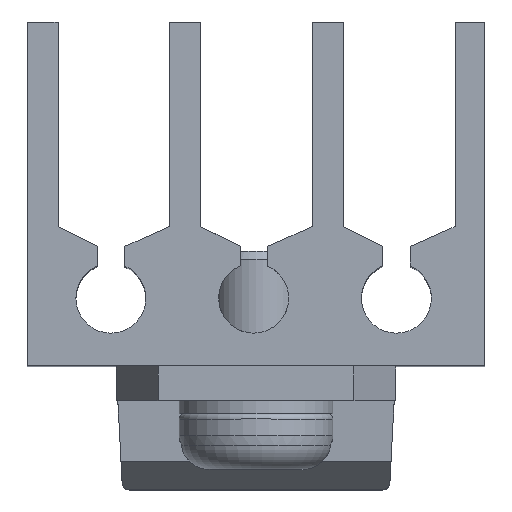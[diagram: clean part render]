
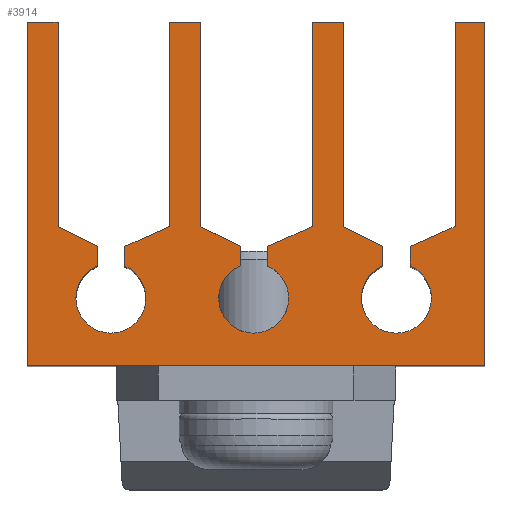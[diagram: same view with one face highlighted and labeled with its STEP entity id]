
A CAD part, top view. The second image highlights one B-rep face of the part: STEP entity #3914.
In plain terms, the highlighted planar face has unit normal (0, 0, 1).
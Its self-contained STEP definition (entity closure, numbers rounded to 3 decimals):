
#306=CIRCLE('',#4167,1.25);
#308=CIRCLE('',#4171,1.25);
#310=CIRCLE('',#4185,1.25);
#512=FACE_OUTER_BOUND('',#728,.T.);
#728=EDGE_LOOP('',(#3390,#3391,#3392,#3393,#3394,#3395,#3396,#3397,#3398,
#3399,#3400,#3401,#3402,#3403,#3404,#3405,#3406,#3407,#3408,#3409,#3410,
#3411,#3412,#3413,#3414,#3415,#3416,#3417));
#1003=LINE('',#8610,#1357);
#1008=LINE('',#8619,#1362);
#1011=LINE('',#8627,#1365);
#1015=LINE('',#8641,#1369);
#1018=LINE('',#8647,#1372);
#1021=LINE('',#8653,#1375);
#1024=LINE('',#8659,#1378);
#1027=LINE('',#8665,#1381);
#1030=LINE('',#8671,#1384);
#1033=LINE('',#8677,#1387);
#1036=LINE('',#8683,#1390);
#1039=LINE('',#8689,#1393);
#1042=LINE('',#8695,#1396);
#1045=LINE('',#8701,#1399);
#1049=LINE('',#8713,#1403);
#1052=LINE('',#8719,#1406);
#1055=LINE('',#8725,#1409);
#1058=LINE('',#8731,#1412);
#1061=LINE('',#8737,#1415);
#1065=LINE('',#8743,#1419);
#1071=LINE('',#8758,#1425);
#1074=LINE('',#8764,#1428);
#1077=LINE('',#8770,#1431);
#1080=LINE('',#8776,#1434);
#1083=LINE('',#8780,#1437);
#1357=VECTOR('',#4919,10.);
#1362=VECTOR('',#4926,10.);
#1365=VECTOR('',#4935,10.);
#1369=VECTOR('',#4947,10.);
#1372=VECTOR('',#4952,10.);
#1375=VECTOR('',#4957,10.);
#1378=VECTOR('',#4962,10.);
#1381=VECTOR('',#4967,10.);
#1384=VECTOR('',#4972,10.);
#1387=VECTOR('',#4977,10.);
#1390=VECTOR('',#4982,10.);
#1393=VECTOR('',#4987,10.);
#1396=VECTOR('',#4992,10.);
#1399=VECTOR('',#4997,10.);
#1403=VECTOR('',#5009,10.);
#1406=VECTOR('',#5014,10.);
#1409=VECTOR('',#5019,10.);
#1412=VECTOR('',#5024,10.);
#1415=VECTOR('',#5029,10.);
#1419=VECTOR('',#5035,10.);
#1425=VECTOR('',#5051,10.);
#1428=VECTOR('',#5056,10.);
#1431=VECTOR('',#5061,10.);
#1434=VECTOR('',#5066,10.);
#1437=VECTOR('',#5071,10.);
#1749=VERTEX_POINT('',#8607);
#1750=VERTEX_POINT('',#8609);
#1753=VERTEX_POINT('',#8617);
#1754=VERTEX_POINT('',#8621);
#1755=VERTEX_POINT('',#8625);
#1758=VERTEX_POINT('',#8632);
#1759=VERTEX_POINT('',#8634);
#1761=VERTEX_POINT('',#8640);
#1763=VERTEX_POINT('',#8646);
#1765=VERTEX_POINT('',#8652);
#1767=VERTEX_POINT('',#8658);
#1769=VERTEX_POINT('',#8664);
#1771=VERTEX_POINT('',#8670);
#1773=VERTEX_POINT('',#8676);
#1775=VERTEX_POINT('',#8682);
#1777=VERTEX_POINT('',#8688);
#1779=VERTEX_POINT('',#8694);
#1781=VERTEX_POINT('',#8700);
#1783=VERTEX_POINT('',#8706);
#1785=VERTEX_POINT('',#8712);
#1787=VERTEX_POINT('',#8718);
#1789=VERTEX_POINT('',#8724);
#1791=VERTEX_POINT('',#8730);
#1793=VERTEX_POINT('',#8736);
#1798=VERTEX_POINT('',#8757);
#1800=VERTEX_POINT('',#8763);
#1802=VERTEX_POINT('',#8769);
#1804=VERTEX_POINT('',#8775);
#2265=EDGE_CURVE('',#1750,#1749,#1003,.T.);
#2270=EDGE_CURVE('',#1749,#1753,#1008,.T.);
#2272=EDGE_CURVE('',#1753,#1754,#306,.T.);
#2274=EDGE_CURVE('',#1754,#1755,#1011,.T.);
#2277=EDGE_CURVE('',#1759,#1758,#308,.T.);
#2280=EDGE_CURVE('',#1761,#1759,#1015,.T.);
#2283=EDGE_CURVE('',#1763,#1761,#1018,.T.);
#2286=EDGE_CURVE('',#1765,#1763,#1021,.T.);
#2289=EDGE_CURVE('',#1767,#1765,#1024,.T.);
#2292=EDGE_CURVE('',#1769,#1767,#1027,.T.);
#2295=EDGE_CURVE('',#1771,#1769,#1030,.T.);
#2298=EDGE_CURVE('',#1773,#1771,#1033,.T.);
#2301=EDGE_CURVE('',#1775,#1773,#1036,.T.);
#2304=EDGE_CURVE('',#1777,#1775,#1039,.T.);
#2307=EDGE_CURVE('',#1779,#1777,#1042,.T.);
#2310=EDGE_CURVE('',#1781,#1779,#1045,.T.);
#2313=EDGE_CURVE('',#1783,#1781,#310,.T.);
#2316=EDGE_CURVE('',#1785,#1783,#1049,.T.);
#2319=EDGE_CURVE('',#1787,#1785,#1052,.T.);
#2322=EDGE_CURVE('',#1789,#1787,#1055,.T.);
#2325=EDGE_CURVE('',#1791,#1789,#1058,.T.);
#2328=EDGE_CURVE('',#1793,#1791,#1061,.T.);
#2332=EDGE_CURVE('',#1755,#1793,#1065,.T.);
#2339=EDGE_CURVE('',#1798,#1750,#1071,.T.);
#2342=EDGE_CURVE('',#1800,#1798,#1074,.T.);
#2345=EDGE_CURVE('',#1802,#1800,#1077,.T.);
#2348=EDGE_CURVE('',#1804,#1802,#1080,.T.);
#2351=EDGE_CURVE('',#1758,#1804,#1083,.T.);
#3390=ORIENTED_EDGE('',*,*,#2351,.T.);
#3391=ORIENTED_EDGE('',*,*,#2348,.T.);
#3392=ORIENTED_EDGE('',*,*,#2345,.T.);
#3393=ORIENTED_EDGE('',*,*,#2342,.T.);
#3394=ORIENTED_EDGE('',*,*,#2339,.T.);
#3395=ORIENTED_EDGE('',*,*,#2265,.T.);
#3396=ORIENTED_EDGE('',*,*,#2270,.T.);
#3397=ORIENTED_EDGE('',*,*,#2272,.T.);
#3398=ORIENTED_EDGE('',*,*,#2274,.T.);
#3399=ORIENTED_EDGE('',*,*,#2332,.T.);
#3400=ORIENTED_EDGE('',*,*,#2328,.T.);
#3401=ORIENTED_EDGE('',*,*,#2325,.T.);
#3402=ORIENTED_EDGE('',*,*,#2322,.T.);
#3403=ORIENTED_EDGE('',*,*,#2319,.T.);
#3404=ORIENTED_EDGE('',*,*,#2316,.T.);
#3405=ORIENTED_EDGE('',*,*,#2313,.T.);
#3406=ORIENTED_EDGE('',*,*,#2310,.T.);
#3407=ORIENTED_EDGE('',*,*,#2307,.T.);
#3408=ORIENTED_EDGE('',*,*,#2304,.T.);
#3409=ORIENTED_EDGE('',*,*,#2301,.T.);
#3410=ORIENTED_EDGE('',*,*,#2298,.T.);
#3411=ORIENTED_EDGE('',*,*,#2295,.T.);
#3412=ORIENTED_EDGE('',*,*,#2292,.T.);
#3413=ORIENTED_EDGE('',*,*,#2289,.T.);
#3414=ORIENTED_EDGE('',*,*,#2286,.T.);
#3415=ORIENTED_EDGE('',*,*,#2283,.T.);
#3416=ORIENTED_EDGE('',*,*,#2280,.T.);
#3417=ORIENTED_EDGE('',*,*,#2277,.T.);
#3575=PLANE('',#4201);
#3914=ADVANCED_FACE('',(#512),#3575,.T.);
#4167=AXIS2_PLACEMENT_3D('',#8623,#4930,#4931);
#4171=AXIS2_PLACEMENT_3D('',#8635,#4941,#4942);
#4185=AXIS2_PLACEMENT_3D('',#8707,#5003,#5004);
#4201=AXIS2_PLACEMENT_3D('',#8781,#5072,#5073);
#4919=DIRECTION('',(-0.913,-0.407,0.));
#4926=DIRECTION('',(0.,-1.,0.));
#4930=DIRECTION('center_axis',(0.,0.,-1.));
#4931=DIRECTION('ref_axis',(-0.383,0.924,0.));
#4935=DIRECTION('',(0.,1.,0.));
#4941=DIRECTION('center_axis',(0.,0.,-1.));
#4942=DIRECTION('ref_axis',(-0.383,0.924,0.));
#4947=DIRECTION('',(0.,-1.,0.));
#4952=DIRECTION('',(-0.913,-0.407,0.));
#4957=DIRECTION('',(0.,-1.,0.));
#4962=DIRECTION('',(-1.,0.,0.));
#4967=DIRECTION('',(0.,1.,0.));
#4972=DIRECTION('',(1.,0.,0.));
#4977=DIRECTION('',(0.,-1.,0.));
#4982=DIRECTION('',(-1.,0.,0.));
#4987=DIRECTION('',(0.,1.,0.));
#4992=DIRECTION('',(-0.895,0.447,0.));
#4997=DIRECTION('',(0.,1.,0.));
#5003=DIRECTION('center_axis',(0.,0.,-1.));
#5004=DIRECTION('ref_axis',(-0.383,0.924,0.));
#5009=DIRECTION('',(0.,-1.,0.));
#5014=DIRECTION('',(-0.913,-0.407,0.));
#5019=DIRECTION('',(0.,-1.,0.));
#5024=DIRECTION('',(-1.,0.,0.));
#5029=DIRECTION('',(0.,1.,0.));
#5035=DIRECTION('',(-0.895,0.447,0.));
#5051=DIRECTION('',(0.,-1.,0.));
#5056=DIRECTION('',(-1.,0.,0.));
#5061=DIRECTION('',(0.,1.,0.));
#5066=DIRECTION('',(-0.895,0.447,0.));
#5071=DIRECTION('',(0.,1.,0.));
#5072=DIRECTION('center_axis',(0.,0.,1.));
#5073=DIRECTION('ref_axis',(1.,0.,0.));
#8607=CARTESIAN_POINT('',(8.585,4.262,20.));
#8609=CARTESIAN_POINT('',(10.18,4.973,20.));
#8610=CARTESIAN_POINT('',(8.585,4.262,20.));
#8617=CARTESIAN_POINT('',(8.585,3.56,20.));
#8619=CARTESIAN_POINT('',(8.585,3.56,20.));
#8621=CARTESIAN_POINT('',(7.607,3.569,20.));
#8623=CARTESIAN_POINT('Origin',(8.086,2.414,20.));
#8625=CARTESIAN_POINT('',(7.607,4.271,20.));
#8627=CARTESIAN_POINT('',(7.607,3.569,20.));
#8632=CARTESIAN_POINT('',(12.707,3.569,20.));
#8634=CARTESIAN_POINT('',(13.685,3.56,20.));
#8635=CARTESIAN_POINT('Origin',(13.186,2.414,20.));
#8640=CARTESIAN_POINT('',(13.685,4.262,20.));
#8641=CARTESIAN_POINT('',(13.685,3.56,20.));
#8646=CARTESIAN_POINT('',(15.28,4.973,20.));
#8647=CARTESIAN_POINT('',(13.685,4.262,20.));
#8652=CARTESIAN_POINT('',(15.28,12.28,20.));
#8653=CARTESIAN_POINT('',(15.28,4.973,20.));
#8658=CARTESIAN_POINT('',(16.34,12.28,20.));
#8659=CARTESIAN_POINT('',(15.28,12.28,20.));
#8664=CARTESIAN_POINT('',(16.34,0.,20.));
#8665=CARTESIAN_POINT('',(16.34,12.28,20.));
#8670=CARTESIAN_POINT('',(0.,0.,20.));
#8671=CARTESIAN_POINT('',(16.34,0.,20.));
#8676=CARTESIAN_POINT('',(0.,12.28,20.));
#8677=CARTESIAN_POINT('',(0.,0.,20.));
#8682=CARTESIAN_POINT('',(1.1,12.28,20.));
#8683=CARTESIAN_POINT('',(0.,12.28,20.));
#8688=CARTESIAN_POINT('',(1.1,4.973,20.));
#8689=CARTESIAN_POINT('',(1.1,12.28,20.));
#8694=CARTESIAN_POINT('',(2.507,4.271,20.));
#8695=CARTESIAN_POINT('',(1.1,4.973,20.));
#8700=CARTESIAN_POINT('',(2.507,3.569,20.));
#8701=CARTESIAN_POINT('',(2.507,3.569,20.));
#8706=CARTESIAN_POINT('',(3.485,3.56,20.));
#8707=CARTESIAN_POINT('Origin',(2.986,2.414,20.));
#8712=CARTESIAN_POINT('',(3.485,4.262,20.));
#8713=CARTESIAN_POINT('',(3.485,3.56,20.));
#8718=CARTESIAN_POINT('',(5.08,4.973,20.));
#8719=CARTESIAN_POINT('',(3.485,4.262,20.));
#8724=CARTESIAN_POINT('',(5.08,12.28,20.));
#8725=CARTESIAN_POINT('',(5.08,4.973,20.));
#8730=CARTESIAN_POINT('',(6.2,12.28,20.));
#8731=CARTESIAN_POINT('',(5.08,12.28,20.));
#8736=CARTESIAN_POINT('',(6.2,4.973,20.));
#8737=CARTESIAN_POINT('',(6.2,12.28,20.));
#8743=CARTESIAN_POINT('',(6.2,4.973,20.));
#8757=CARTESIAN_POINT('',(10.18,12.28,20.));
#8758=CARTESIAN_POINT('',(10.18,4.973,20.));
#8763=CARTESIAN_POINT('',(11.3,12.28,20.));
#8764=CARTESIAN_POINT('',(10.18,12.28,20.));
#8769=CARTESIAN_POINT('',(11.3,4.973,20.));
#8770=CARTESIAN_POINT('',(11.3,12.28,20.));
#8775=CARTESIAN_POINT('',(12.707,4.271,20.));
#8776=CARTESIAN_POINT('',(11.3,4.973,20.));
#8780=CARTESIAN_POINT('',(12.707,3.569,20.));
#8781=CARTESIAN_POINT('Origin',(8.17,6.14,20.));
